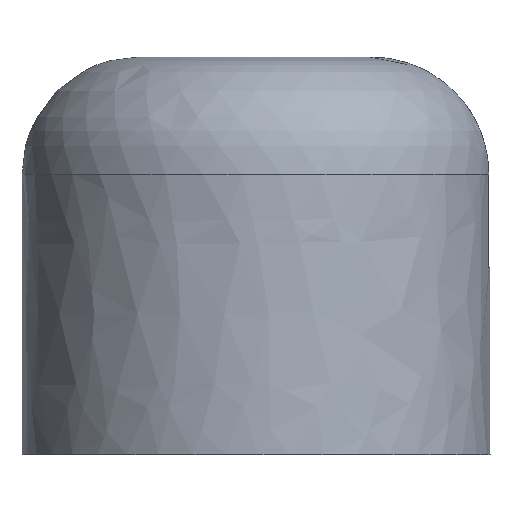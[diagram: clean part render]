
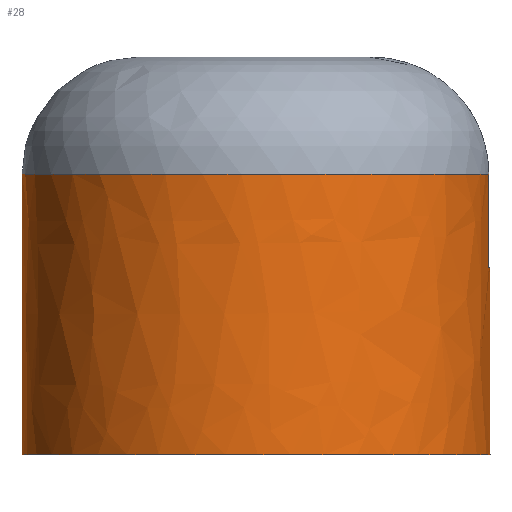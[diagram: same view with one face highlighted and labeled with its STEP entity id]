
A CAD part, front view. The second image highlights one B-rep face of the part: STEP entity #28.
In plain terms, the highlighted free-form (B-spline) face has degree [2, 1] with [5, 2] control points.
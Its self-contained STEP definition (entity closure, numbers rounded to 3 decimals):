
#28=ADVANCED_FACE('',(#48),#294,.T.);
#48=FACE_OUTER_BOUND('',#69,.T.);
#69=EDGE_LOOP('',(#123,#124,#125,#126,#127,#128));
#123=ORIENTED_EDGE('',*,*,#210,.T.);
#124=ORIENTED_EDGE('',*,*,#171,.F.);
#125=ORIENTED_EDGE('',*,*,#193,.F.);
#126=ORIENTED_EDGE('',*,*,#189,.F.);
#127=ORIENTED_EDGE('',*,*,#187,.T.);
#128=ORIENTED_EDGE('',*,*,#212,.F.);
#171=EDGE_CURVE('',#261,#288,#227,.T.);
#187=EDGE_CURVE('',#274,#272,#234,.T.);
#189=EDGE_CURVE('',#274,#276,#235,.T.);
#193=EDGE_CURVE('',#276,#261,#239,.T.);
#210=EDGE_CURVE('',#287,#288,#255,.T.);
#212=EDGE_CURVE('',#287,#272,#257,.T.);
#227=(
BOUNDED_CURVE()
B_SPLINE_CURVE(2,(#599,#600,#601,#602,#603),.UNSPECIFIED.,.F.,.F.)
B_SPLINE_CURVE_WITH_KNOTS((3,2,3),(0.,15.708,31.416),
 .UNSPECIFIED.)
CURVE()
GEOMETRIC_REPRESENTATION_ITEM()
RATIONAL_B_SPLINE_CURVE((1.,0.707,1.,0.707,1.))
REPRESENTATION_ITEM('')
);
#234=(
BOUNDED_CURVE()
B_SPLINE_CURVE(1,(#678,#679),.UNSPECIFIED.,.F.,.F.)
B_SPLINE_CURVE_WITH_KNOTS((2,2),(-9.,-5.),.UNSPECIFIED.)
CURVE()
GEOMETRIC_REPRESENTATION_ITEM()
RATIONAL_B_SPLINE_CURVE((1.,1.))
REPRESENTATION_ITEM('')
);
#235=(
BOUNDED_CURVE()
B_SPLINE_CURVE(2,(#682,#683,#684),.UNSPECIFIED.,.F.,.F.)
B_SPLINE_CURVE_WITH_KNOTS((3,3),(-1.091,0.),.UNSPECIFIED.)
CURVE()
GEOMETRIC_REPRESENTATION_ITEM()
RATIONAL_B_SPLINE_CURVE((1.,0.999,1.))
REPRESENTATION_ITEM('')
);
#239=(
BOUNDED_CURVE()
B_SPLINE_CURVE(1,(#828,#829),.UNSPECIFIED.,.F.,.F.)
B_SPLINE_CURVE_WITH_KNOTS((2,2),(9.,17.),.UNSPECIFIED.)
CURVE()
GEOMETRIC_REPRESENTATION_ITEM()
RATIONAL_B_SPLINE_CURVE((1.,1.))
REPRESENTATION_ITEM('')
);
#255=(
BOUNDED_CURVE()
B_SPLINE_CURVE(1,(#888,#889),.UNSPECIFIED.,.F.,.F.)
B_SPLINE_CURVE_WITH_KNOTS((2,2),(5.,17.),.UNSPECIFIED.)
CURVE()
GEOMETRIC_REPRESENTATION_ITEM()
RATIONAL_B_SPLINE_CURVE((1.,1.))
REPRESENTATION_ITEM('')
);
#257=(
BOUNDED_CURVE()
B_SPLINE_CURVE(3,(#895,#896,#897,#898,#899,#900,#901,#902,#903,#904,#905,
#906,#907,#908,#909,#910,#911,#912,#913,#914,#915,#916,#917,#918,#919,#920,
#921,#922,#923,#924,#925,#926,#927,#928,#929,#930,#931,#932,#933,#934,#935,
#936,#937,#938,#939,#940,#941,#942,#943),.UNSPECIFIED.,.F.,.F.)
B_SPLINE_CURVE_WITH_KNOTS((4,3,3,3,3,3,3,3,3,3,3,3,3,3,3,3,4),(15.708,
16.676,17.63,18.622,19.635,20.648,
21.64,22.594,23.562,24.53,25.484,
26.476,27.489,28.502,29.494,30.448,
30.915),.UNSPECIFIED.)
CURVE()
GEOMETRIC_REPRESENTATION_ITEM()
RATIONAL_B_SPLINE_CURVE((1.,1.,1.,1.,1.,1.,1.,1.,
1.,1.,1.,1.,1.,1.,1.,1.,1.,1.,1.,1.,1.,1.,1.,1.,1.,1.,1.,1.,1.,1.,1.,1.,
1.,1.,1.,1.,1.,1.,1.,1.,1.,
1.,1.,1.,1.,1.,1.,1.,1.))
REPRESENTATION_ITEM('')
);
#261=VERTEX_POINT('',#569);
#272=VERTEX_POINT('',#580);
#274=VERTEX_POINT('',#582);
#276=VERTEX_POINT('',#584);
#287=VERTEX_POINT('',#595);
#288=VERTEX_POINT('',#596);
#294=(
BOUNDED_SURFACE()
B_SPLINE_SURFACE(2,1,((#491,#492),(#493,#494),(#495,#496),(#497,#498),(#499,
#500)),.UNSPECIFIED.,.F.,.F.,.F.)
B_SPLINE_SURFACE_WITH_KNOTS((3,2,3),(2,2),(0.,15.708,31.416),
(0.,17.),.UNSPECIFIED.)
GEOMETRIC_REPRESENTATION_ITEM()
RATIONAL_B_SPLINE_SURFACE(((1.,1.),(0.707,0.707),
(1.,1.),(0.707,0.707),(1.,1.)))
REPRESENTATION_ITEM('')
SURFACE()
);
#491=CARTESIAN_POINT('',(0.,0.,17.));
#492=CARTESIAN_POINT('',(0.,0.,0.));
#493=CARTESIAN_POINT('',(0.,-10.,17.));
#494=CARTESIAN_POINT('',(0.,-10.,0.));
#495=CARTESIAN_POINT('',(-10.,-10.,17.));
#496=CARTESIAN_POINT('',(-10.,-10.,0.));
#497=CARTESIAN_POINT('',(-20.,-10.,17.));
#498=CARTESIAN_POINT('',(-20.,-10.,0.));
#499=CARTESIAN_POINT('',(-20.,0.,17.));
#500=CARTESIAN_POINT('',(-20.,0.,0.));
#569=CARTESIAN_POINT('',(0.,0.,0.));
#580=CARTESIAN_POINT('',(-0.05,-1.,12.));
#582=CARTESIAN_POINT('',(-0.05,-1.,8.));
#584=CARTESIAN_POINT('',(0.,0.,8.));
#595=CARTESIAN_POINT('',(-20.,0.,12.));
#596=CARTESIAN_POINT('',(-20.,0.,0.));
#599=CARTESIAN_POINT('',(0.,0.,0.));
#600=CARTESIAN_POINT('',(0.,-10.,0.));
#601=CARTESIAN_POINT('',(-10.,-10.,0.));
#602=CARTESIAN_POINT('',(-20.,-10.,0.));
#603=CARTESIAN_POINT('',(-20.,0.,0.));
#678=CARTESIAN_POINT('',(-0.05,-1.,8.));
#679=CARTESIAN_POINT('',(-0.05,-1.,12.));
#682=CARTESIAN_POINT('',(-0.05,-1.,8.));
#683=CARTESIAN_POINT('',(0.,-0.501,8.));
#684=CARTESIAN_POINT('',(0.,0.,8.));
#828=CARTESIAN_POINT('',(0.,0.,8.));
#829=CARTESIAN_POINT('',(0.,0.,0.));
#888=CARTESIAN_POINT('',(-20.,0.,12.));
#889=CARTESIAN_POINT('',(-20.,0.,0.));
#895=CARTESIAN_POINT('',(-20.,0.,12.));
#896=CARTESIAN_POINT('',(-20.,-0.645,12.));
#897=CARTESIAN_POINT('',(-19.937,-1.291,12.));
#898=CARTESIAN_POINT('',(-19.813,-1.924,12.));
#899=CARTESIAN_POINT('',(-19.691,-2.548,12.));
#900=CARTESIAN_POINT('',(-19.509,-3.161,12.));
#901=CARTESIAN_POINT('',(-19.27,-3.75,12.));
#902=CARTESIAN_POINT('',(-19.022,-4.363,12.));
#903=CARTESIAN_POINT('',(-18.713,-4.952,12.));
#904=CARTESIAN_POINT('',(-18.349,-5.504,12.));
#905=CARTESIAN_POINT('',(-17.977,-6.068,12.));
#906=CARTESIAN_POINT('',(-17.548,-6.594,12.));
#907=CARTESIAN_POINT('',(-17.071,-7.071,12.));
#908=CARTESIAN_POINT('',(-16.594,-7.548,12.));
#909=CARTESIAN_POINT('',(-16.068,-7.977,12.));
#910=CARTESIAN_POINT('',(-15.504,-8.349,12.));
#911=CARTESIAN_POINT('',(-14.952,-8.713,12.));
#912=CARTESIAN_POINT('',(-14.363,-9.022,12.));
#913=CARTESIAN_POINT('',(-13.75,-9.27,12.));
#914=CARTESIAN_POINT('',(-13.161,-9.509,12.));
#915=CARTESIAN_POINT('',(-12.548,-9.691,12.));
#916=CARTESIAN_POINT('',(-11.924,-9.813,12.));
#917=CARTESIAN_POINT('',(-11.291,-9.937,12.));
#918=CARTESIAN_POINT('',(-10.645,-10.,12.));
#919=CARTESIAN_POINT('',(-10.,-10.,12.));
#920=CARTESIAN_POINT('',(-9.355,-10.,12.));
#921=CARTESIAN_POINT('',(-8.709,-9.937,12.));
#922=CARTESIAN_POINT('',(-8.076,-9.813,12.));
#923=CARTESIAN_POINT('',(-7.452,-9.691,12.));
#924=CARTESIAN_POINT('',(-6.839,-9.509,12.));
#925=CARTESIAN_POINT('',(-6.25,-9.27,12.));
#926=CARTESIAN_POINT('',(-5.637,-9.022,12.));
#927=CARTESIAN_POINT('',(-5.048,-8.713,12.));
#928=CARTESIAN_POINT('',(-4.496,-8.349,12.));
#929=CARTESIAN_POINT('',(-3.932,-7.977,12.));
#930=CARTESIAN_POINT('',(-3.406,-7.548,12.));
#931=CARTESIAN_POINT('',(-2.929,-7.071,12.));
#932=CARTESIAN_POINT('',(-2.452,-6.594,12.));
#933=CARTESIAN_POINT('',(-2.023,-6.068,12.));
#934=CARTESIAN_POINT('',(-1.651,-5.504,12.));
#935=CARTESIAN_POINT('',(-1.287,-4.952,12.));
#936=CARTESIAN_POINT('',(-0.978,-4.363,12.));
#937=CARTESIAN_POINT('',(-0.73,-3.75,12.));
#938=CARTESIAN_POINT('',(-0.491,-3.161,12.));
#939=CARTESIAN_POINT('',(-0.309,-2.548,12.));
#940=CARTESIAN_POINT('',(-0.187,-1.924,12.));
#941=CARTESIAN_POINT('',(-0.127,-1.618,12.));
#942=CARTESIAN_POINT('',(-0.081,-1.31,12.));
#943=CARTESIAN_POINT('',(-0.05,-1.,12.));
